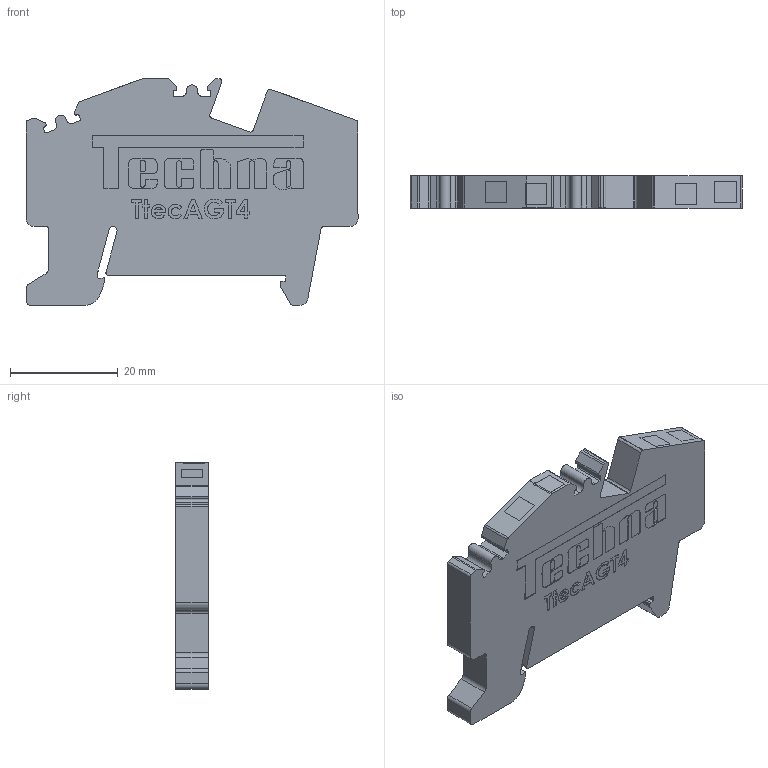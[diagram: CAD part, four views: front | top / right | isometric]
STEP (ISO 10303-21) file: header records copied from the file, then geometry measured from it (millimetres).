
FILE_DESCRIPTION (( 'STEP AP214' ), '1' );
FILE_NAME ('TtecAGT4.STEP', '2020-06-09T13:17:43', ( '' ), ( '' ), 'SwSTEP 2.0', 'SolidWorks 2020', '' );
FILE_SCHEMA (( 'AUTOMOTIVE_DESIGN' ));
Length unit declared in the file: millimetre
Products named in the file (1): TtecAGT4
Bounding box: 61.5 x 6 x 42 mm (x, y, z)
Volume: 11590.8 mm3; surface area: 5511 mm2
Topology: 1 solids, 1 shells, 599 faces, 1668 edges, 1112 vertices
Faces by surface type: plane 362, cylinder 183, bspline 54
Entity records: 27198 total; most frequent: CARTESIAN_POINT 6714, ORIENTED_EDGE 3336, DIRECTION 3018, EDGE_CURVE 1668, LINE 1194, VECTOR 1194, VERTEX_POINT 1112, AXIS2_PLACEMENT_3D 912
